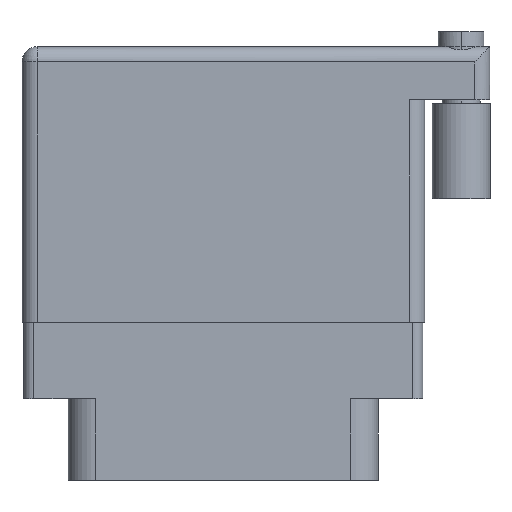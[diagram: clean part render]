
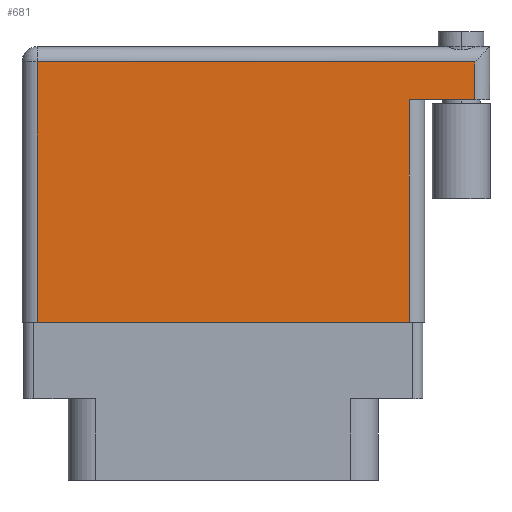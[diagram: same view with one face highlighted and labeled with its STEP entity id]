
A CAD part, front view. The second image highlights one B-rep face of the part: STEP entity #681.
In plain terms, the highlighted face is planar.
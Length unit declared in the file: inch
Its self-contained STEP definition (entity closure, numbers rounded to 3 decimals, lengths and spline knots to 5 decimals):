
#672 = LINE ( 'NONE', #21920, #24285 ) ;
#681 = ADVANCED_FACE ( 'NONE', ( #25479 ), #2786, .F. ) ;
#1565 = VECTOR ( 'NONE', #20701, 39.37008 ) ;
#1988 = DIRECTION ( 'NONE',  ( 0., 1., 0. ) ) ;
#2786 = PLANE ( 'NONE',  #2856 ) ;
#2856 = AXIS2_PLACEMENT_3D ( 'NONE', #6838, #23162, #12989 ) ;
#3067 = EDGE_CURVE ( 'NONE', #22399, #6609, #4007, .T. ) ;
#3138 = EDGE_CURVE ( 'NONE', #6609, #20833, #16754, .T. ) ;
#3426 = DIRECTION ( 'NONE',  ( 1., 0., 0. ) ) ;
#3674 = LINE ( 'NONE', #23117, #7481 ) ;
#3888 = CARTESIAN_POINT ( 'NONE',  ( 0.05, 0., 0. ) ) ;
#4007 = LINE ( 'NONE', #6617, #19668 ) ;
#4385 = CARTESIAN_POINT ( 'NONE',  ( 1.275, 0.731, 0. ) ) ;
#5020 = CARTESIAN_POINT ( 'NONE',  ( 1.489, 0.731, 0. ) ) ;
#6391 = LINE ( 'NONE', #20342, #8309 ) ;
#6528 = VECTOR ( 'NONE', #21412, 39.37008 ) ;
#6609 = VERTEX_POINT ( 'NONE', #23267 ) ;
#6617 = CARTESIAN_POINT ( 'NONE',  ( 0., 0.856, 0. ) ) ;
#6838 = CARTESIAN_POINT ( 'NONE',  ( 0., 0.906, 0. ) ) ;
#7481 = VECTOR ( 'NONE', #3426, 39.37008 ) ;
#7994 = EDGE_CURVE ( 'NONE', #20833, #17239, #3674, .T. ) ;
#8309 = VECTOR ( 'NONE', #1988, 39.37008 ) ;
#10209 = CARTESIAN_POINT ( 'NONE',  ( 1.489, 0.856, 0. ) ) ;
#11790 = EDGE_CURVE ( 'NONE', #19249, #22399, #6391, .T. ) ;
#12800 = CARTESIAN_POINT ( 'NONE',  ( 1.275, 0.731, 0. ) ) ;
#12989 = DIRECTION ( 'NONE',  ( -1., 0., 0. ) ) ;
#13985 = ORIENTED_EDGE ( 'NONE', *, *, #11790, .T. ) ;
#15472 = ORIENTED_EDGE ( 'NONE', *, *, #3138, .T. ) ;
#15570 = ORIENTED_EDGE ( 'NONE', *, *, #3067, .T. ) ;
#16463 = EDGE_CURVE ( 'NONE', #19249, #18653, #672, .T. ) ;
#16702 = CARTESIAN_POINT ( 'NONE',  ( 1.275, 0., 0. ) ) ;
#16754 = LINE ( 'NONE', #17232, #6528 ) ;
#17232 = CARTESIAN_POINT ( 'NONE',  ( 0.05, 0., 0. ) ) ;
#17239 = VERTEX_POINT ( 'NONE', #16702 ) ;
#17874 = EDGE_CURVE ( 'NONE', #17239, #18653, #23576, .T. ) ;
#18653 = VERTEX_POINT ( 'NONE', #12800 ) ;
#19154 = ORIENTED_EDGE ( 'NONE', *, *, #16463, .F. ) ;
#19249 = VERTEX_POINT ( 'NONE', #5020 ) ;
#19668 = VECTOR ( 'NONE', #20899, 39.37008 ) ;
#20342 = CARTESIAN_POINT ( 'NONE',  ( 1.489, 0.906, 0. ) ) ;
#20701 = DIRECTION ( 'NONE',  ( 0., 1., 0. ) ) ;
#20833 = VERTEX_POINT ( 'NONE', #3888 ) ;
#20899 = DIRECTION ( 'NONE',  ( -1., 0., 0. ) ) ;
#21412 = DIRECTION ( 'NONE',  ( 0., -1., 0. ) ) ;
#21920 = CARTESIAN_POINT ( 'NONE',  ( 1.539, 0.731, 0. ) ) ;
#22399 = VERTEX_POINT ( 'NONE', #10209 ) ;
#23117 = CARTESIAN_POINT ( 'NONE',  ( 0., 0., 0. ) ) ;
#23162 = DIRECTION ( 'NONE',  ( 0., 0., -1. ) ) ;
#23267 = CARTESIAN_POINT ( 'NONE',  ( 0.05, 0.856, 0. ) ) ;
#23312 = ORIENTED_EDGE ( 'NONE', *, *, #7994, .T. ) ;
#23576 = LINE ( 'NONE', #4385, #1565 ) ;
#24275 = EDGE_LOOP ( 'NONE', ( #23312, #26282, #19154, #13985, #15570, #15472 ) ) ;
#24285 = VECTOR ( 'NONE', #25928, 39.37008 ) ;
#25479 = FACE_OUTER_BOUND ( 'NONE', #24275, .T. ) ;
#25928 = DIRECTION ( 'NONE',  ( -1., 0., 0. ) ) ;
#26282 = ORIENTED_EDGE ( 'NONE', *, *, #17874, .T. ) ;
